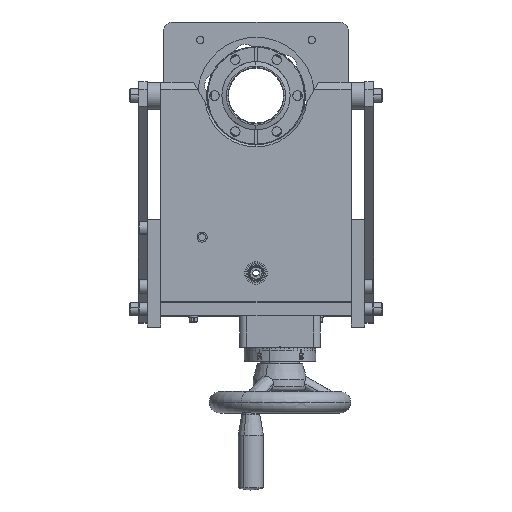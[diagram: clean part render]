
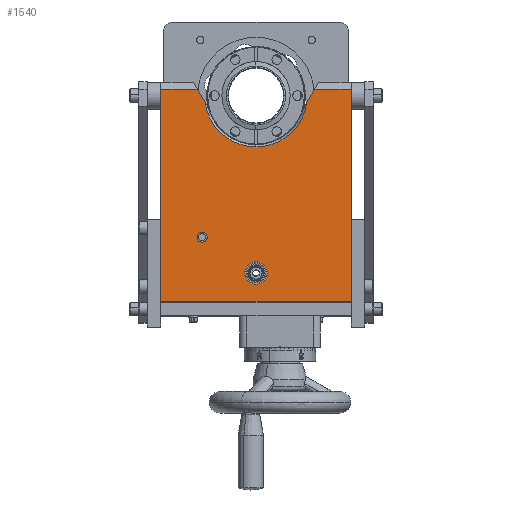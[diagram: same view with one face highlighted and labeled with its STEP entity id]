
A CAD part, front view. The second image highlights one B-rep face of the part: STEP entity #1540.
In plain terms, the highlighted planar face has unit normal (0, -1, 0).
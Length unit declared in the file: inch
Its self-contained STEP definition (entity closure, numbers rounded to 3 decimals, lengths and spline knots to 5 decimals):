
#1540 = ADVANCED_FACE ( 'NONE', ( #32623, #40707, #36782 ), #17069, .F. ) ;
#1796 = VECTOR ( 'NONE', #16716, 39.37008 ) ;
#2618 = ORIENTED_EDGE ( 'NONE', *, *, #23540, .T. ) ;
#2671 = CARTESIAN_POINT ( 'NONE',  ( -1.31953, 0.031, -0.35328 ) ) ;
#2825 = CIRCLE ( 'NONE', #34345, 0.1406 ) ;
#2959 = CARTESIAN_POINT ( 'NONE',  ( -1.5, 0.031, -3.938 ) ) ;
#2997 = ORIENTED_EDGE ( 'NONE', *, *, #21766, .F. ) ;
#3407 = VECTOR ( 'NONE', #39319, 39.37008 ) ;
#3671 = DIRECTION ( 'NONE',  ( 0., 0., 1. ) ) ;
#4518 = EDGE_CURVE ( 'NONE', #8334, #30169, #46063, .T. ) ;
#4694 = DIRECTION ( 'NONE',  ( 0., 1., 0. ) ) ;
#4995 = EDGE_CURVE ( 'NONE', #13919, #27527, #41166, .T. ) ;
#5616 = DIRECTION ( 'NONE',  ( -1., 0., 0. ) ) ;
#6388 = EDGE_CURVE ( 'NONE', #31766, #46909, #33289, .T. ) ;
#6855 = EDGE_CURVE ( 'NONE', #8334, #18284, #46858, .T. ) ;
#6949 = DIRECTION ( 'NONE',  ( 0.5, 0., 0.866 ) ) ;
#7480 = EDGE_CURVE ( 'NONE', #34993, #49705, #40952, .T. ) ;
#7569 = VERTEX_POINT ( 'NONE', #23889 ) ;
#7578 = EDGE_LOOP ( 'NONE', ( #46703, #29467 ) ) ;
#7623 = DIRECTION ( 'NONE',  ( 0., 1., 0. ) ) ;
#7974 = CARTESIAN_POINT ( 'NONE',  ( 0., 0.031, -4.938 ) ) ;
#7998 = VECTOR ( 'NONE', #5616, 39.37008 ) ;
#8334 = VERTEX_POINT ( 'NONE', #9136 ) ;
#9136 = CARTESIAN_POINT ( 'NONE',  ( -1.62453, 0.031, 0.175 ) ) ;
#10320 = CARTESIAN_POINT ( 'NONE',  ( 1.31953, 0.031, -0.35328 ) ) ;
#10878 = LINE ( 'NONE', #22310, #44539 ) ;
#12217 = ORIENTED_EDGE ( 'NONE', *, *, #7480, .T. ) ;
#12376 = ORIENTED_EDGE ( 'NONE', *, *, #31852, .T. ) ;
#12708 = CARTESIAN_POINT ( 'NONE',  ( 0., 0.031, -4.938 ) ) ;
#12729 = EDGE_LOOP ( 'NONE', ( #30063, #12217, #48785, #23576, #29341, #50642, #27485, #2997, #12376 ) ) ;
#12835 = DIRECTION ( 'NONE',  ( 0., 1., 0. ) ) ;
#13212 = DIRECTION ( 'NONE',  ( 0., 0., 1. ) ) ;
#13299 = CARTESIAN_POINT ( 'NONE',  ( -2.65, 0.031, -5.738 ) ) ;
#13607 = CARTESIAN_POINT ( 'NONE',  ( -1.5, 0.031, -3.938 ) ) ;
#13919 = VERTEX_POINT ( 'NONE', #42517 ) ;
#14855 = VECTOR ( 'NONE', #43430, 39.37008 ) ;
#15211 = AXIS2_PLACEMENT_3D ( 'NONE', #25448, #25698, #17918 ) ;
#16716 = DIRECTION ( 'NONE',  ( -1., 0., 0. ) ) ;
#17069 = PLANE ( 'NONE',  #19253 ) ;
#17918 = DIRECTION ( 'NONE',  ( 0., 0., 1. ) ) ;
#18284 = VERTEX_POINT ( 'NONE', #28236 ) ;
#18669 = DIRECTION ( 'NONE',  ( 0., 0., 1. ) ) ;
#19253 = AXIS2_PLACEMENT_3D ( 'NONE', #47100, #7623, #31504 ) ;
#19308 = DIRECTION ( 'NONE',  ( 0., 0., 1. ) ) ;
#19615 = VERTEX_POINT ( 'NONE', #41258 ) ;
#19732 = AXIS2_PLACEMENT_3D ( 'NONE', #7974, #51406, #43271 ) ;
#21344 = VERTEX_POINT ( 'NONE', #24333 ) ;
#21766 = EDGE_CURVE ( 'NONE', #34988, #31766, #38775, .T. ) ;
#21990 = LINE ( 'NONE', #10320, #32103 ) ;
#22310 = CARTESIAN_POINT ( 'NONE',  ( -2.65, 0.031, 0. ) ) ;
#23196 = CARTESIAN_POINT ( 'NONE',  ( 2.65, 0.031, 0.175 ) ) ;
#23540 = EDGE_CURVE ( 'NONE', #21344, #19615, #26955, .T. ) ;
#23576 = ORIENTED_EDGE ( 'NONE', *, *, #4518, .F. ) ;
#23889 = CARTESIAN_POINT ( 'NONE',  ( 1.62453, 0.031, 0.175 ) ) ;
#24333 = CARTESIAN_POINT ( 'NONE',  ( -1.5, 0.031, -4.0786 ) ) ;
#25039 = DIRECTION ( 'NONE',  ( 0., 0., 1. ) ) ;
#25448 = CARTESIAN_POINT ( 'NONE',  ( 0., 0.031, 0. ) ) ;
#25698 = DIRECTION ( 'NONE',  ( 0., 1., 0. ) ) ;
#26594 = EDGE_CURVE ( 'NONE', #19615, #21344, #2825, .T. ) ;
#26955 = CIRCLE ( 'NONE', #30219, 0.1406 ) ;
#27485 = ORIENTED_EDGE ( 'NONE', *, *, #6388, .F. ) ;
#27527 = VERTEX_POINT ( 'NONE', #40858 ) ;
#27884 = EDGE_CURVE ( 'NONE', #49705, #30169, #50318, .T. ) ;
#28236 = CARTESIAN_POINT ( 'NONE',  ( -2.65, 0.031, 0.175 ) ) ;
#29341 = ORIENTED_EDGE ( 'NONE', *, *, #6855, .T. ) ;
#29467 = ORIENTED_EDGE ( 'NONE', *, *, #4995, .T. ) ;
#30063 = ORIENTED_EDGE ( 'NONE', *, *, #32686, .F. ) ;
#30169 = VERTEX_POINT ( 'NONE', #38172 ) ;
#30219 = AXIS2_PLACEMENT_3D ( 'NONE', #13607, #12835, #25039 ) ;
#30318 = VECTOR ( 'NONE', #36151, 39.37008 ) ;
#31504 = DIRECTION ( 'NONE',  ( 0., 0., 1. ) ) ;
#31766 = VERTEX_POINT ( 'NONE', #32836 ) ;
#31852 = EDGE_CURVE ( 'NONE', #34988, #7569, #49255, .T. ) ;
#32103 = VECTOR ( 'NONE', #6949, 39.37008 ) ;
#32314 = EDGE_CURVE ( 'NONE', #46909, #18284, #10878, .T. ) ;
#32623 = FACE_BOUND ( 'NONE', #44103, .T. ) ;
#32686 = EDGE_CURVE ( 'NONE', #34993, #7569, #21990, .T. ) ;
#32836 = CARTESIAN_POINT ( 'NONE',  ( 2.65, 0.031, -5.738 ) ) ;
#33289 = LINE ( 'NONE', #13299, #1796 ) ;
#34345 = AXIS2_PLACEMENT_3D ( 'NONE', #2959, #38796, #19308 ) ;
#34988 = VERTEX_POINT ( 'NONE', #23196 ) ;
#34993 = VERTEX_POINT ( 'NONE', #47114 ) ;
#35098 = CARTESIAN_POINT ( 'NONE',  ( 0., 0.031, 0. ) ) ;
#36151 = DIRECTION ( 'NONE',  ( 0.5, 0., -0.866 ) ) ;
#36782 = FACE_OUTER_BOUND ( 'NONE', #12729, .T. ) ;
#37836 = AXIS2_PLACEMENT_3D ( 'NONE', #12708, #4694, #13212 ) ;
#38021 = CARTESIAN_POINT ( 'NONE',  ( 0., 0.031, 0.175 ) ) ;
#38172 = CARTESIAN_POINT ( 'NONE',  ( -1.41313, 0.031, -0.19116 ) ) ;
#38273 = EDGE_CURVE ( 'NONE', #27527, #13919, #44594, .T. ) ;
#38775 = LINE ( 'NONE', #47343, #14855 ) ;
#38796 = DIRECTION ( 'NONE',  ( 0., 1., 0. ) ) ;
#39319 = DIRECTION ( 'NONE',  ( -1., 0., 0. ) ) ;
#39992 = ORIENTED_EDGE ( 'NONE', *, *, #26594, .T. ) ;
#40707 = FACE_BOUND ( 'NONE', #7578, .T. ) ;
#40858 = CARTESIAN_POINT ( 'NONE',  ( 0., 0.031, -4.623 ) ) ;
#40952 = CIRCLE ( 'NONE', #15211, 1.426 ) ;
#41166 = CIRCLE ( 'NONE', #37836, 0.315 ) ;
#41258 = CARTESIAN_POINT ( 'NONE',  ( -1.5, 0.031, -3.7974 ) ) ;
#42241 = CARTESIAN_POINT ( 'NONE',  ( 0., 0.031, -1.426 ) ) ;
#42517 = CARTESIAN_POINT ( 'NONE',  ( 0., 0.031, -5.253 ) ) ;
#42804 = AXIS2_PLACEMENT_3D ( 'NONE', #35098, #50999, #3671 ) ;
#43271 = DIRECTION ( 'NONE',  ( 0., 0., 1. ) ) ;
#43430 = DIRECTION ( 'NONE',  ( 0., 0., -1. ) ) ;
#44103 = EDGE_LOOP ( 'NONE', ( #39992, #2618 ) ) ;
#44539 = VECTOR ( 'NONE', #18669, 39.37008 ) ;
#44594 = CIRCLE ( 'NONE', #19732, 0.315 ) ;
#46063 = LINE ( 'NONE', #2671, #30318 ) ;
#46703 = ORIENTED_EDGE ( 'NONE', *, *, #38273, .T. ) ;
#46858 = LINE ( 'NONE', #47391, #3407 ) ;
#46909 = VERTEX_POINT ( 'NONE', #50959 ) ;
#47100 = CARTESIAN_POINT ( 'NONE',  ( 0., 0.031, 0. ) ) ;
#47114 = CARTESIAN_POINT ( 'NONE',  ( 1.41313, 0.031, -0.19116 ) ) ;
#47343 = CARTESIAN_POINT ( 'NONE',  ( 2.65, 0.031, -5.738 ) ) ;
#47391 = CARTESIAN_POINT ( 'NONE',  ( 0., 0.031, 0.175 ) ) ;
#48785 = ORIENTED_EDGE ( 'NONE', *, *, #27884, .T. ) ;
#49255 = LINE ( 'NONE', #38021, #7998 ) ;
#49705 = VERTEX_POINT ( 'NONE', #42241 ) ;
#50318 = CIRCLE ( 'NONE', #42804, 1.426 ) ;
#50642 = ORIENTED_EDGE ( 'NONE', *, *, #32314, .F. ) ;
#50959 = CARTESIAN_POINT ( 'NONE',  ( -2.65, 0.031, -5.738 ) ) ;
#50999 = DIRECTION ( 'NONE',  ( 0., 1., 0. ) ) ;
#51406 = DIRECTION ( 'NONE',  ( 0., 1., 0. ) ) ;
